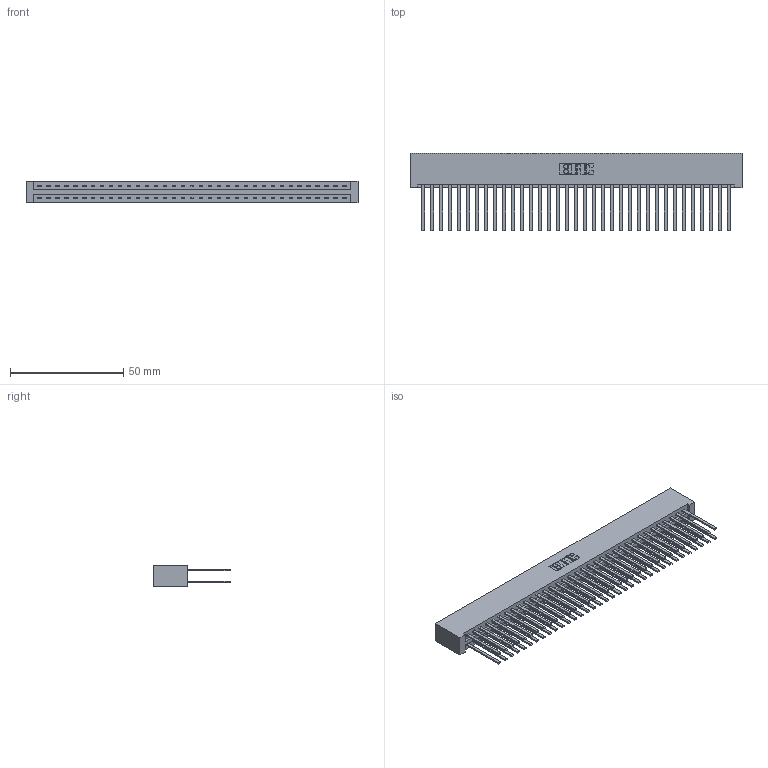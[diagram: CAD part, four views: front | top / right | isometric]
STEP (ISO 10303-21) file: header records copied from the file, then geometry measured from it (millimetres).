
FILE_DESCRIPTION (( 'STEP AP203' ), '1' );
FILE_NAME ('337-070-544-201.STEP', '2018-08-11T12:37:19', ( '' ), ( '' ), 'SwSTEP 2.0', 'SolidWorks 2016', '' );
FILE_SCHEMA (( 'CONFIG_CONTROL_DESIGN' ));
Length unit declared in the file: inch
Products named in the file (3): 337-070-544-201; 337 Part_No Mounting Lugs; 345-292-001_345-293-144
Assembly tree (71 placements, depth 2):
  337-070-544-201
    337 Part_No Mounting Lugs
    345-292-001_345-293-144  x70
Bounding box: 146.56 x 34.3 x 9.4 mm (x, y, z)
Volume: 17094.3 mm3; surface area: 22518.8 mm2
Topology: 71 solids, 71 shells, 3466 faces, 10297 edges, 6770 vertices
Faces by surface type: plane 2446, cylinder 1020
Entity records: 27581 total; most frequent: CARTESIAN_POINT 4650, ORIENTED_EDGE 4586, DIRECTION 3957, EDGE_CURVE 2293, VECTOR 2177, LINE 2177, VERTEX_POINT 1526, AXIS2_PLACEMENT_3D 890
